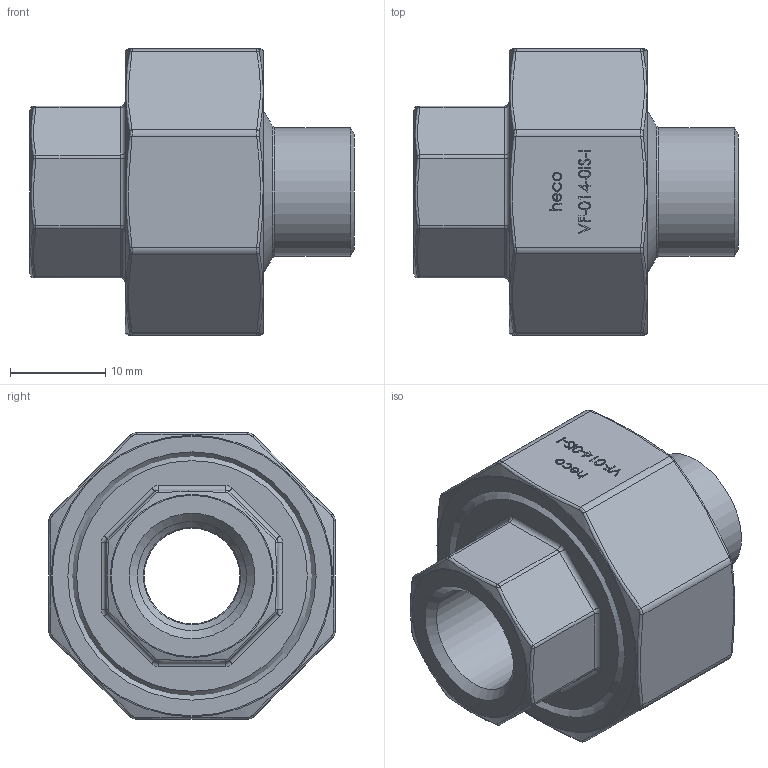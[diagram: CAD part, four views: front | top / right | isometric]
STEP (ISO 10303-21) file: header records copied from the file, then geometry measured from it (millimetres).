
FILE_DESCRIPTION (( 'STEP AP214' ), '1' );
FILE_NAME ('VF-014-0IS-I Verschraubung flach 2201.STEP', '2022-01-25T13:34:51', ( '' ), ( '' ), 'SwSTEP 2.0', 'SolidWorks 2019', '' );
FILE_SCHEMA (( 'AUTOMOTIVE_DESIGN' ));
Length unit declared in the file: millimetre
Products named in the file (1): VF-014-0IS-I Verschraubung flach 2201
Bounding box: 34 x 30 x 30 mm (x, y, z)
Volume: 11325.6 mm3; surface area: 8431.6 mm2
Topology: 4 solids, 4 shells, 310 faces, 746 edges, 470 vertices
Faces by surface type: plane 121, bspline 116, cylinder 36, torus 26, cone 11
Full cylindrical faces by diameter (mm): 10 x1, 11.445 x1, 13.5 x1, 14 x2, 15 x1, 21 x1, 21.3 x1, 24 x2, 24.38 x1, 26 x1
Entity records: 16500 total; most frequent: CARTESIAN_POINT 6802, ORIENTED_EDGE 1386, DIRECTION 983, EDGE_CURVE 693, VERTEX_POINT 458, EDGE_LOOP 385, FACE_OUTER_BOUND 340, LINE 329
